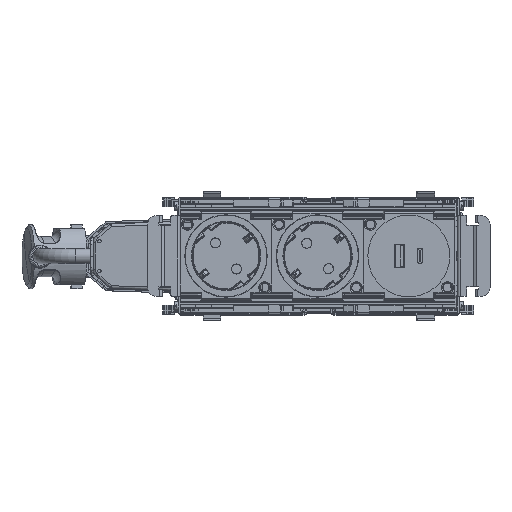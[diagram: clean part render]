
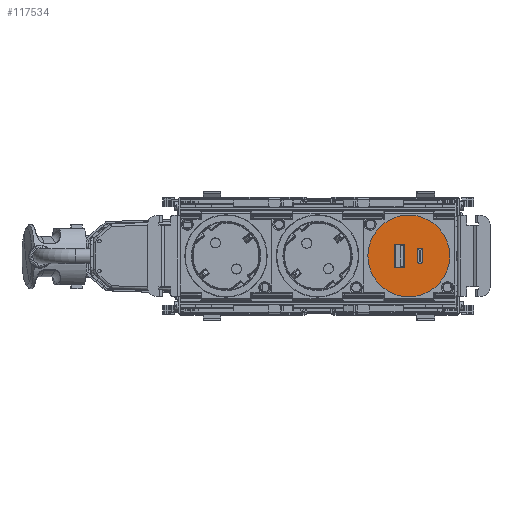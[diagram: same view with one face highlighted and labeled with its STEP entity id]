
A CAD part, top view. The second image highlights one B-rep face of the part: STEP entity #117534.
In plain terms, the highlighted planar face has unit normal (0, 0, 1).
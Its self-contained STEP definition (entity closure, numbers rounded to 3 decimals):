
#116953=AXIS2_PLACEMENT_3D('Circle Axis2P3D',#116951,#116952,$) ;
#117063=AXIS2_PLACEMENT_3D('Circle Axis2P3D',#117061,#117062,$) ;
#117173=AXIS2_PLACEMENT_3D('Circle Axis2P3D',#117171,#117172,$) ;
#117267=AXIS2_PLACEMENT_3D('Circle Axis2P3D',#117265,#117266,$) ;
#117293=AXIS2_PLACEMENT_3D('Circle Axis2P3D',#117291,#117292,$) ;
#117319=AXIS2_PLACEMENT_3D('Circle Axis2P3D',#117317,#117318,$) ;
#117452=AXIS2_PLACEMENT_3D('Plane Axis2P3D',#117449,#117450,#117451) ;
#117460=AXIS2_PLACEMENT_3D('Circle Axis2P3D',#117458,#117459,$) ;
#117476=AXIS2_PLACEMENT_3D('Circle Axis2P3D',#117474,#117475,$) ;
#117490=AXIS2_PLACEMENT_3D('Circle Axis2P3D',#117488,#117489,$) ;
#117504=AXIS2_PLACEMENT_3D('Circle Axis2P3D',#117502,#117503,$) ;
#116886=CARTESIAN_POINT('Vertex',(107.992,6.1,86.956)) ;
#116889=CARTESIAN_POINT('Line Origine',(107.992,0.,86.956)) ;
#116893=CARTESIAN_POINT('Vertex',(107.992,-6.1,86.956)) ;
#116948=CARTESIAN_POINT('Vertex',(108.392,6.5,86.956)) ;
#116951=CARTESIAN_POINT('Axis2P3D Location',(108.392,6.1,86.956)) ;
#117003=CARTESIAN_POINT('Vertex',(113.192,6.5,86.956)) ;
#117006=CARTESIAN_POINT('Line Origine',(115.992,6.5,86.956)) ;
#117058=CARTESIAN_POINT('Vertex',(113.592,6.1,86.956)) ;
#117061=CARTESIAN_POINT('Axis2P3D Location',(113.192,6.1,86.956)) ;
#117113=CARTESIAN_POINT('Vertex',(113.592,-6.1,86.956)) ;
#117116=CARTESIAN_POINT('Line Origine',(113.592,0.,86.956)) ;
#117168=CARTESIAN_POINT('Vertex',(113.192,-6.5,86.956)) ;
#117171=CARTESIAN_POINT('Axis2P3D Location',(113.192,-6.1,86.956)) ;
#117223=CARTESIAN_POINT('Vertex',(108.392,-6.5,86.956)) ;
#117226=CARTESIAN_POINT('Line Origine',(115.992,-6.5,86.956)) ;
#117265=CARTESIAN_POINT('Axis2P3D Location',(108.392,-6.1,86.956)) ;
#117286=CARTESIAN_POINT('Vertex',(92.742,0.,86.956)) ;
#117291=CARTESIAN_POINT('Axis2P3D Location',(115.992,0.,86.956)) ;
#117295=CARTESIAN_POINT('Vertex',(139.242,0.,86.956)) ;
#117317=CARTESIAN_POINT('Axis2P3D Location',(115.992,0.,86.956)) ;
#117449=CARTESIAN_POINT('Axis2P3D Location',(115.992,0.,86.956)) ;
#117458=CARTESIAN_POINT('Axis2P3D Location',(121.992,3.2,86.956)) ;
#117462=CARTESIAN_POINT('Vertex',(121.992,4.4,86.956)) ;
#117464=CARTESIAN_POINT('Vertex',(120.792,3.2,86.956)) ;
#117467=CARTESIAN_POINT('Line Origine',(122.292,4.4,86.956)) ;
#117471=CARTESIAN_POINT('Vertex',(122.592,4.4,86.956)) ;
#117474=CARTESIAN_POINT('Axis2P3D Location',(122.592,3.2,86.956)) ;
#117478=CARTESIAN_POINT('Vertex',(123.792,3.2,86.956)) ;
#117481=CARTESIAN_POINT('Line Origine',(123.792,0.,86.956)) ;
#117485=CARTESIAN_POINT('Vertex',(123.792,-3.2,86.956)) ;
#117488=CARTESIAN_POINT('Axis2P3D Location',(122.592,-3.2,86.956)) ;
#117492=CARTESIAN_POINT('Vertex',(122.592,-4.4,86.956)) ;
#117495=CARTESIAN_POINT('Line Origine',(122.292,-4.4,86.956)) ;
#117499=CARTESIAN_POINT('Vertex',(121.992,-4.4,86.956)) ;
#117502=CARTESIAN_POINT('Axis2P3D Location',(121.992,-3.2,86.956)) ;
#117506=CARTESIAN_POINT('Vertex',(120.792,-3.2,86.956)) ;
#117509=CARTESIAN_POINT('Line Origine',(120.792,0.,86.956)) ;
#116890=DIRECTION('Vector Direction',(0.,-1.,0.)) ;
#116952=DIRECTION('Axis2P3D Direction',(0.,0.,-1.)) ;
#117007=DIRECTION('Vector Direction',(-1.,0.,0.)) ;
#117062=DIRECTION('Axis2P3D Direction',(0.,0.,-1.)) ;
#117117=DIRECTION('Vector Direction',(0.,1.,0.)) ;
#117172=DIRECTION('Axis2P3D Direction',(0.,0.,-1.)) ;
#117227=DIRECTION('Vector Direction',(1.,0.,0.)) ;
#117266=DIRECTION('Axis2P3D Direction',(-0.,0.,-1.)) ;
#117292=DIRECTION('Axis2P3D Direction',(-0.,0.,-1.)) ;
#117318=DIRECTION('Axis2P3D Direction',(-0.,0.,-1.)) ;
#117450=DIRECTION('Axis2P3D Direction',(-0.,0.,-1.)) ;
#117451=DIRECTION('Axis2P3D XDirection',(-1.,0.,0.)) ;
#117459=DIRECTION('Axis2P3D Direction',(-0.,0.,-1.)) ;
#117468=DIRECTION('Vector Direction',(-1.,0.,0.)) ;
#117475=DIRECTION('Axis2P3D Direction',(-0.,0.,-1.)) ;
#117482=DIRECTION('Vector Direction',(0.,1.,0.)) ;
#117489=DIRECTION('Axis2P3D Direction',(-0.,0.,-1.)) ;
#117496=DIRECTION('Vector Direction',(1.,0.,0.)) ;
#117503=DIRECTION('Axis2P3D Direction',(-0.,0.,-1.)) ;
#117510=DIRECTION('Vector Direction',(0.,-1.,0.)) ;
#116891=VECTOR('Line Direction',#116890,1.) ;
#117008=VECTOR('Line Direction',#117007,1.) ;
#117118=VECTOR('Line Direction',#117117,1.) ;
#117228=VECTOR('Line Direction',#117227,1.) ;
#117469=VECTOR('Line Direction',#117468,1.) ;
#117483=VECTOR('Line Direction',#117482,1.) ;
#117497=VECTOR('Line Direction',#117496,1.) ;
#117511=VECTOR('Line Direction',#117510,1.) ;
#117455=ORIENTED_EDGE('',*,*,#117297,.F.) ;
#117456=ORIENTED_EDGE('',*,*,#117321,.F.) ;
#117515=ORIENTED_EDGE('',*,*,#117466,.F.) ;
#117516=ORIENTED_EDGE('',*,*,#117473,.F.) ;
#117517=ORIENTED_EDGE('',*,*,#117480,.F.) ;
#117518=ORIENTED_EDGE('',*,*,#117487,.F.) ;
#117519=ORIENTED_EDGE('',*,*,#117494,.F.) ;
#117520=ORIENTED_EDGE('',*,*,#117501,.F.) ;
#117521=ORIENTED_EDGE('',*,*,#117508,.F.) ;
#117522=ORIENTED_EDGE('',*,*,#117513,.F.) ;
#117525=ORIENTED_EDGE('',*,*,#116955,.F.) ;
#117526=ORIENTED_EDGE('',*,*,#117010,.F.) ;
#117527=ORIENTED_EDGE('',*,*,#117065,.F.) ;
#117528=ORIENTED_EDGE('',*,*,#117120,.F.) ;
#117529=ORIENTED_EDGE('',*,*,#117175,.F.) ;
#117530=ORIENTED_EDGE('',*,*,#117230,.F.) ;
#117531=ORIENTED_EDGE('',*,*,#117269,.F.) ;
#117532=ORIENTED_EDGE('',*,*,#116895,.F.) ;
#117523=FACE_BOUND('',#117514,.T.) ;
#117533=FACE_BOUND('',#117524,.T.) ;
#117534=ADVANCED_FACE('Prise DISCEO RJ45.2\\USB_upper_housing-FR-20190629.1\\Corps principal',(#117457,#117523,#117533),#117453,.F.) ;
#116954=CIRCLE('generated circle',#116953,0.4) ;
#117064=CIRCLE('generated circle',#117063,0.4) ;
#117174=CIRCLE('generated circle',#117173,0.4) ;
#117268=CIRCLE('generated circle',#117267,0.4) ;
#117294=CIRCLE('generated circle',#117293,23.25) ;
#117320=CIRCLE('generated circle',#117319,23.25) ;
#117461=CIRCLE('generated circle',#117460,1.2) ;
#117477=CIRCLE('generated circle',#117476,1.2) ;
#117491=CIRCLE('generated circle',#117490,1.2) ;
#117505=CIRCLE('generated circle',#117504,1.2) ;
#116895=EDGE_CURVE('',#116887,#116894,#116892,.T.) ;
#116955=EDGE_CURVE('',#116949,#116887,#116954,.F.) ;
#117010=EDGE_CURVE('',#117004,#116949,#117009,.T.) ;
#117065=EDGE_CURVE('',#117059,#117004,#117064,.F.) ;
#117120=EDGE_CURVE('',#117114,#117059,#117119,.T.) ;
#117175=EDGE_CURVE('',#117169,#117114,#117174,.F.) ;
#117230=EDGE_CURVE('',#117224,#117169,#117229,.T.) ;
#117269=EDGE_CURVE('',#116894,#117224,#117268,.F.) ;
#117297=EDGE_CURVE('',#117287,#117296,#117294,.T.) ;
#117321=EDGE_CURVE('',#117296,#117287,#117320,.T.) ;
#117466=EDGE_CURVE('',#117463,#117465,#117461,.F.) ;
#117473=EDGE_CURVE('',#117472,#117463,#117470,.T.) ;
#117480=EDGE_CURVE('',#117479,#117472,#117477,.F.) ;
#117487=EDGE_CURVE('',#117486,#117479,#117484,.T.) ;
#117494=EDGE_CURVE('',#117493,#117486,#117491,.F.) ;
#117501=EDGE_CURVE('',#117500,#117493,#117498,.T.) ;
#117508=EDGE_CURVE('',#117507,#117500,#117505,.F.) ;
#117513=EDGE_CURVE('',#117465,#117507,#117512,.T.) ;
#117454=EDGE_LOOP('',(#117455,#117456)) ;
#117514=EDGE_LOOP('',(#117515,#117516,#117517,#117518,#117519,#117520,#117521,#117522)) ;
#117524=EDGE_LOOP('',(#117525,#117526,#117527,#117528,#117529,#117530,#117531,#117532)) ;
#117457=FACE_OUTER_BOUND('',#117454,.T.) ;
#116892=LINE('Line',#116889,#116891) ;
#117009=LINE('Line',#117006,#117008) ;
#117119=LINE('Line',#117116,#117118) ;
#117229=LINE('Line',#117226,#117228) ;
#117470=LINE('Line',#117467,#117469) ;
#117484=LINE('Line',#117481,#117483) ;
#117498=LINE('Line',#117495,#117497) ;
#117512=LINE('Line',#117509,#117511) ;
#117453=PLANE('',#117452) ;
#116887=VERTEX_POINT('',#116886) ;
#116894=VERTEX_POINT('',#116893) ;
#116949=VERTEX_POINT('',#116948) ;
#117004=VERTEX_POINT('',#117003) ;
#117059=VERTEX_POINT('',#117058) ;
#117114=VERTEX_POINT('',#117113) ;
#117169=VERTEX_POINT('',#117168) ;
#117224=VERTEX_POINT('',#117223) ;
#117287=VERTEX_POINT('',#117286) ;
#117296=VERTEX_POINT('',#117295) ;
#117463=VERTEX_POINT('',#117462) ;
#117465=VERTEX_POINT('',#117464) ;
#117472=VERTEX_POINT('',#117471) ;
#117479=VERTEX_POINT('',#117478) ;
#117486=VERTEX_POINT('',#117485) ;
#117493=VERTEX_POINT('',#117492) ;
#117500=VERTEX_POINT('',#117499) ;
#117507=VERTEX_POINT('',#117506) ;
